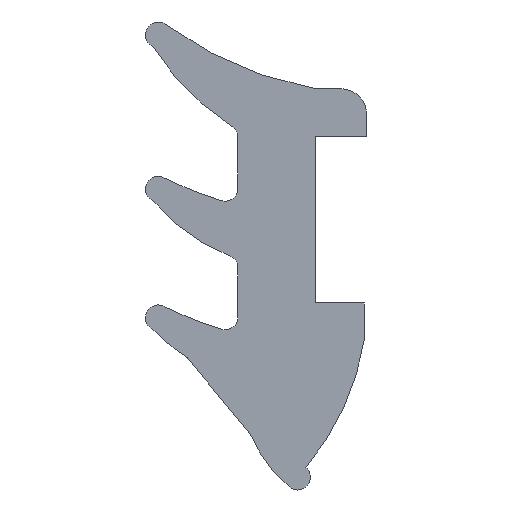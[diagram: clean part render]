
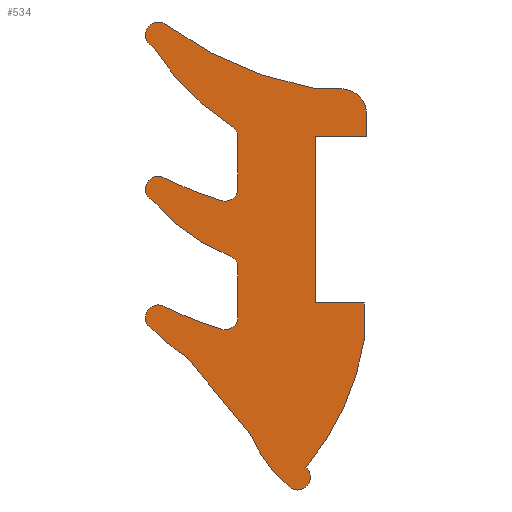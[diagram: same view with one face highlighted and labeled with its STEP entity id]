
A CAD part, left-side view. The second image highlights one B-rep face of the part: STEP entity #534.
In plain terms, the highlighted planar face has unit normal (-1, 0, 0).
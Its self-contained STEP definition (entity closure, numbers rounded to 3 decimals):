
#25=PLANE('',#619);
#53=FACE_OUTER_BOUND('',#81,.T.);
#81=EDGE_LOOP('',(#464,#465,#466,#467,#468,#469,#470,#471,#472,#473,#474,
#475,#476,#477,#478,#479,#480,#481,#482,#483,#484,#485,#486,#487,#488,#489));
#91=LINE('',#838,#135);
#95=LINE('',#850,#139);
#98=LINE('',#856,#142);
#101=LINE('',#862,#145);
#104=LINE('',#868,#148);
#107=LINE('',#874,#151);
#113=LINE('',#898,#157);
#118=LINE('',#919,#162);
#124=LINE('',#945,#168);
#135=VECTOR('',#669,1000.);
#139=VECTOR('',#681,1000.);
#142=VECTOR('',#686,1000.);
#145=VECTOR('',#691,1000.);
#148=VECTOR('',#696,1000.);
#151=VECTOR('',#701,1000.);
#157=VECTOR('',#727,1000.);
#162=VECTOR('',#752,1000.);
#168=VECTOR('',#784,1000.);
#171=CIRCLE('',#560,0.348);
#173=CIRCLE('',#563,0.348);
#175=CIRCLE('',#566,0.348);
#176=CIRCLE('',#568,0.348);
#178=CIRCLE('',#571,6.966);
#180=CIRCLE('',#574,9.742);
#182=CIRCLE('',#578,0.696);
#184=CIRCLE('',#586,7.143);
#186=CIRCLE('',#589,0.348);
#188=CIRCLE('',#592,3.973);
#190=CIRCLE('',#596,6.004);
#192=CIRCLE('',#599,10.229);
#194=CIRCLE('',#602,0.348);
#196=CIRCLE('',#606,0.348);
#198=CIRCLE('',#609,5.233);
#200=CIRCLE('',#612,10.229);
#202=CIRCLE('',#615,0.348);
#206=VERTEX_POINT('',#795);
#207=VERTEX_POINT('',#797);
#210=VERTEX_POINT('',#804);
#211=VERTEX_POINT('',#806);
#214=VERTEX_POINT('',#813);
#215=VERTEX_POINT('',#815);
#216=VERTEX_POINT('',#819);
#217=VERTEX_POINT('',#820);
#220=VERTEX_POINT('',#831);
#222=VERTEX_POINT('',#837);
#224=VERTEX_POINT('',#843);
#226=VERTEX_POINT('',#849);
#228=VERTEX_POINT('',#855);
#230=VERTEX_POINT('',#861);
#232=VERTEX_POINT('',#867);
#234=VERTEX_POINT('',#873);
#236=VERTEX_POINT('',#879);
#238=VERTEX_POINT('',#885);
#240=VERTEX_POINT('',#891);
#242=VERTEX_POINT('',#897);
#244=VERTEX_POINT('',#906);
#246=VERTEX_POINT('',#912);
#248=VERTEX_POINT('',#918);
#250=VERTEX_POINT('',#924);
#252=VERTEX_POINT('',#933);
#254=VERTEX_POINT('',#939);
#258=EDGE_CURVE('',#206,#207,#171,.T.);
#262=EDGE_CURVE('',#210,#211,#173,.T.);
#266=EDGE_CURVE('',#214,#215,#175,.T.);
#268=EDGE_CURVE('',#216,#217,#176,.T.);
#272=EDGE_CURVE('',#217,#214,#178,.T.);
#274=EDGE_CURVE('',#215,#220,#180,.T.);
#277=EDGE_CURVE('',#220,#222,#91,.T.);
#280=EDGE_CURVE('',#222,#224,#182,.T.);
#283=EDGE_CURVE('',#224,#226,#95,.T.);
#286=EDGE_CURVE('',#226,#228,#98,.T.);
#289=EDGE_CURVE('',#228,#230,#101,.T.);
#292=EDGE_CURVE('',#230,#232,#104,.T.);
#295=EDGE_CURVE('',#232,#234,#107,.T.);
#298=EDGE_CURVE('',#234,#236,#184,.T.);
#301=EDGE_CURVE('',#236,#238,#186,.T.);
#304=EDGE_CURVE('',#238,#240,#188,.T.);
#307=EDGE_CURVE('',#240,#242,#113,.T.);
#310=EDGE_CURVE('',#242,#210,#190,.T.);
#312=EDGE_CURVE('',#211,#244,#192,.T.);
#315=EDGE_CURVE('',#244,#246,#194,.T.);
#318=EDGE_CURVE('',#246,#248,#118,.T.);
#321=EDGE_CURVE('',#248,#250,#196,.T.);
#324=EDGE_CURVE('',#250,#206,#198,.T.);
#326=EDGE_CURVE('',#207,#252,#200,.T.);
#329=EDGE_CURVE('',#252,#254,#202,.T.);
#332=EDGE_CURVE('',#254,#216,#124,.T.);
#464=ORIENTED_EDGE('',*,*,#268,.F.);
#465=ORIENTED_EDGE('',*,*,#332,.F.);
#466=ORIENTED_EDGE('',*,*,#329,.F.);
#467=ORIENTED_EDGE('',*,*,#326,.F.);
#468=ORIENTED_EDGE('',*,*,#258,.F.);
#469=ORIENTED_EDGE('',*,*,#324,.F.);
#470=ORIENTED_EDGE('',*,*,#321,.F.);
#471=ORIENTED_EDGE('',*,*,#318,.F.);
#472=ORIENTED_EDGE('',*,*,#315,.F.);
#473=ORIENTED_EDGE('',*,*,#312,.F.);
#474=ORIENTED_EDGE('',*,*,#262,.F.);
#475=ORIENTED_EDGE('',*,*,#310,.F.);
#476=ORIENTED_EDGE('',*,*,#307,.F.);
#477=ORIENTED_EDGE('',*,*,#304,.F.);
#478=ORIENTED_EDGE('',*,*,#301,.F.);
#479=ORIENTED_EDGE('',*,*,#298,.F.);
#480=ORIENTED_EDGE('',*,*,#295,.F.);
#481=ORIENTED_EDGE('',*,*,#292,.F.);
#482=ORIENTED_EDGE('',*,*,#289,.F.);
#483=ORIENTED_EDGE('',*,*,#286,.F.);
#484=ORIENTED_EDGE('',*,*,#283,.F.);
#485=ORIENTED_EDGE('',*,*,#280,.F.);
#486=ORIENTED_EDGE('',*,*,#277,.F.);
#487=ORIENTED_EDGE('',*,*,#274,.F.);
#488=ORIENTED_EDGE('',*,*,#266,.F.);
#489=ORIENTED_EDGE('',*,*,#272,.F.);
#534=ADVANCED_FACE('',(#53),#25,.F.);
#560=AXIS2_PLACEMENT_3D('',#798,#627,#628);
#563=AXIS2_PLACEMENT_3D('',#807,#635,#636);
#566=AXIS2_PLACEMENT_3D('',#816,#643,#644);
#568=AXIS2_PLACEMENT_3D('',#821,#648,#649);
#571=AXIS2_PLACEMENT_3D('',#828,#656,#657);
#574=AXIS2_PLACEMENT_3D('',#832,#662,#663);
#578=AXIS2_PLACEMENT_3D('',#844,#674,#675);
#586=AXIS2_PLACEMENT_3D('',#880,#706,#707);
#589=AXIS2_PLACEMENT_3D('',#886,#713,#714);
#592=AXIS2_PLACEMENT_3D('',#892,#720,#721);
#596=AXIS2_PLACEMENT_3D('',#903,#732,#733);
#599=AXIS2_PLACEMENT_3D('',#907,#738,#739);
#602=AXIS2_PLACEMENT_3D('',#913,#745,#746);
#606=AXIS2_PLACEMENT_3D('',#925,#757,#758);
#609=AXIS2_PLACEMENT_3D('',#930,#764,#765);
#612=AXIS2_PLACEMENT_3D('',#934,#770,#771);
#615=AXIS2_PLACEMENT_3D('',#940,#777,#778);
#619=AXIS2_PLACEMENT_3D('',#948,#788,#789);
#627=DIRECTION('center_axis',(1.,0.,0.));
#628=DIRECTION('ref_axis',(0.,0.,-1.));
#635=DIRECTION('center_axis',(1.,0.,0.));
#636=DIRECTION('ref_axis',(0.,0.,-1.));
#643=DIRECTION('center_axis',(1.,0.,0.));
#644=DIRECTION('ref_axis',(0.,0.,-1.));
#648=DIRECTION('center_axis',(-1.,0.,0.));
#649=DIRECTION('ref_axis',(0.,0.,-1.));
#656=DIRECTION('center_axis',(1.,0.,0.));
#657=DIRECTION('ref_axis',(0.,0.,-1.));
#662=DIRECTION('center_axis',(-1.,0.,0.));
#663=DIRECTION('ref_axis',(0.,0.,-1.));
#669=DIRECTION('',(0.,-1.,0.));
#674=DIRECTION('center_axis',(1.,0.,0.));
#675=DIRECTION('ref_axis',(0.,0.,-1.));
#681=DIRECTION('',(0.,0.,-1.));
#686=DIRECTION('',(0.,1.,0.));
#691=DIRECTION('',(0.,0.,-1.));
#696=DIRECTION('',(0.,-1.,0.));
#701=DIRECTION('',(0.,0.,-1.));
#706=DIRECTION('center_axis',(1.,0.,0.));
#707=DIRECTION('ref_axis',(0.,0.,-1.));
#713=DIRECTION('center_axis',(1.,0.,0.));
#714=DIRECTION('ref_axis',(0.,0.,-1.));
#720=DIRECTION('center_axis',(1.,0.,0.));
#721=DIRECTION('ref_axis',(0.,0.,-1.));
#727=DIRECTION('',(0.,0.64,0.769));
#732=DIRECTION('center_axis',(1.,0.,0.));
#733=DIRECTION('ref_axis',(0.,0.,-1.));
#738=DIRECTION('center_axis',(-1.,0.,0.));
#739=DIRECTION('ref_axis',(0.,0.,-1.));
#745=DIRECTION('center_axis',(-1.,0.,0.));
#746=DIRECTION('ref_axis',(0.,0.,-1.));
#752=DIRECTION('',(0.,0.,1.));
#757=DIRECTION('center_axis',(-1.,0.,0.));
#758=DIRECTION('ref_axis',(0.,0.,-1.));
#764=DIRECTION('center_axis',(1.,0.,0.));
#765=DIRECTION('ref_axis',(0.,0.,-1.));
#770=DIRECTION('center_axis',(-1.,0.,0.));
#771=DIRECTION('ref_axis',(0.,0.,-1.));
#777=DIRECTION('center_axis',(-1.,0.,0.));
#778=DIRECTION('ref_axis',(0.,0.,-1.));
#784=DIRECTION('',(0.,0.,1.));
#788=DIRECTION('center_axis',(1.,0.,0.));
#789=DIRECTION('ref_axis',(0.,0.,-1.));
#795=CARTESIAN_POINT('',(-50.,3.917,7.196));
#797=CARTESIAN_POINT('',(-50.,3.598,7.814));
#798=CARTESIAN_POINT('Origin',(-50.,3.772,7.513));
#804=CARTESIAN_POINT('',(-50.,3.917,3.715));
#806=CARTESIAN_POINT('',(-50.,3.598,4.333));
#807=CARTESIAN_POINT('Origin',(-50.,3.772,4.031));
#813=CARTESIAN_POINT('',(-50.,3.917,11.374));
#815=CARTESIAN_POINT('',(-50.,3.598,11.992));
#816=CARTESIAN_POINT('Origin',(-50.,3.772,11.69));
#819=CARTESIAN_POINT('',(-50.,1.613,8.915));
#820=CARTESIAN_POINT('',(-50.,1.763,9.2));
#821=CARTESIAN_POINT('Origin',(-50.,1.962,8.915));
#828=CARTESIAN_POINT('Origin',(-50.,-1.987,15.071));
#831=CARTESIAN_POINT('',(-50.,-0.475,10.232));
#832=CARTESIAN_POINT('Origin',(-50.,-2.202,19.819));
#837=CARTESIAN_POINT('',(-50.,-1.172,10.232));
#838=CARTESIAN_POINT('',(-50.,-1.172,10.232));
#843=CARTESIAN_POINT('',(-50.,-1.868,9.535));
#844=CARTESIAN_POINT('Origin',(-50.,-1.172,9.535));
#849=CARTESIAN_POINT('',(-50.,-1.868,8.932));
#850=CARTESIAN_POINT('',(-50.,-1.868,9.535));
#855=CARTESIAN_POINT('',(-50.,-0.475,8.932));
#856=CARTESIAN_POINT('',(-50.,-1.868,8.932));
#861=CARTESIAN_POINT('',(-50.,-0.475,4.432));
#862=CARTESIAN_POINT('',(-50.,-0.475,8.932));
#867=CARTESIAN_POINT('',(-50.,-1.806,4.432));
#868=CARTESIAN_POINT('',(-50.,-1.806,4.432));
#873=CARTESIAN_POINT('',(-50.,-1.806,3.44));
#874=CARTESIAN_POINT('',(-50.,-1.806,4.432));
#879=CARTESIAN_POINT('',(-50.,-0.227,-0.019));
#880=CARTESIAN_POINT('Origin',(-50.,5.247,4.57));
#885=CARTESIAN_POINT('',(-50.,0.227,-0.548));
#886=CARTESIAN_POINT('Origin',(-50.,0.,-0.283));
#891=CARTESIAN_POINT('',(-50.,1.293,0.905));
#892=CARTESIAN_POINT('Origin',(-50.,-2.359,2.468));
#897=CARTESIAN_POINT('',(-50.,2.991,2.946));
#898=CARTESIAN_POINT('',(-50.,1.293,0.905));
#903=CARTESIAN_POINT('Origin',(-50.,-0.364,7.924));
#906=CARTESIAN_POINT('',(-50.,2.078,3.728));
#907=CARTESIAN_POINT('Origin',(-50.,-0.931,13.505));
#912=CARTESIAN_POINT('',(-50.,1.613,4.056));
#913=CARTESIAN_POINT('Origin',(-50.,1.962,4.056));
#918=CARTESIAN_POINT('',(-50.,1.613,5.383));
#919=CARTESIAN_POINT('',(-50.,1.613,5.383));
#924=CARTESIAN_POINT('',(-50.,1.824,5.703));
#925=CARTESIAN_POINT('Origin',(-50.,1.962,5.383));
#930=CARTESIAN_POINT('Origin',(-50.,-0.077,10.578));
#933=CARTESIAN_POINT('',(-50.,2.078,7.21));
#934=CARTESIAN_POINT('Origin',(-50.,-0.931,16.986));
#939=CARTESIAN_POINT('',(-50.,1.613,7.538));
#940=CARTESIAN_POINT('Origin',(-50.,1.962,7.538));
#945=CARTESIAN_POINT('',(-50.,1.613,8.915));
#948=CARTESIAN_POINT('Origin',(-50.,1.962,8.915));
